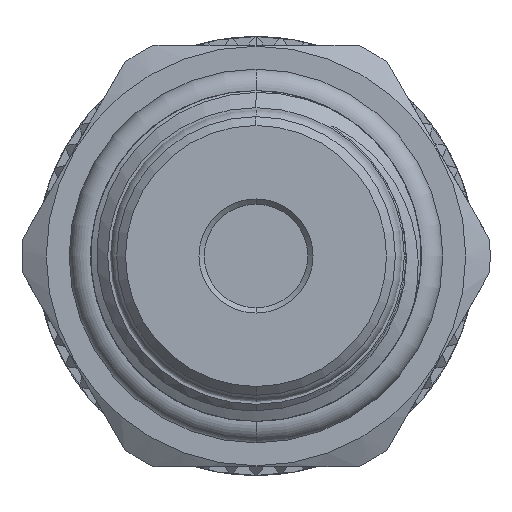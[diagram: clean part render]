
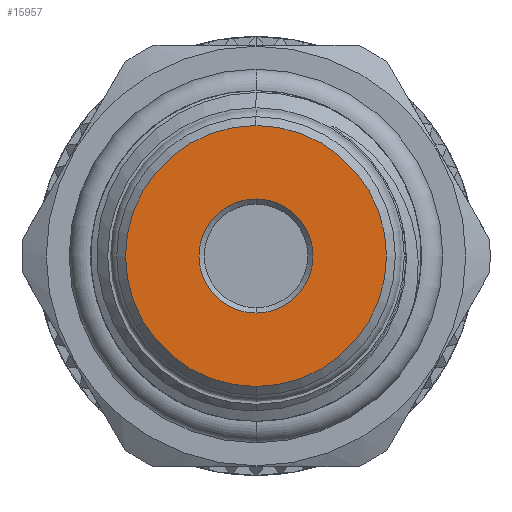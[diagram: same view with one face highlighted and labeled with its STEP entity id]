
A CAD part, left-side view. The second image highlights one B-rep face of the part: STEP entity #15957.
In plain terms, the highlighted planar face has unit normal (-1, 0, 0).
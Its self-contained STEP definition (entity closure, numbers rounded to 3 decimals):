
#88 = CARTESIAN_POINT ( 'NONE',  ( -31.15, 0., 0. ) ) ;
#1332 = ORIENTED_EDGE ( 'NONE', *, *, #34362, .T. ) ;
#2068 = CIRCLE ( 'NONE', #7036, 7.435 ) ;
#2568 = VERTEX_POINT ( 'NONE', #13950 ) ;
#2636 = AXIS2_PLACEMENT_3D ( 'NONE', #31698, #14012, #34278 ) ;
#2686 = VERTEX_POINT ( 'NONE', #17803 ) ;
#5446 = ORIENTED_EDGE ( 'NONE', *, *, #26439, .T. ) ;
#5635 = DIRECTION ( 'NONE',  ( 0., 0., -1. ) ) ;
#6390 = FACE_BOUND ( 'NONE', #34228, .T. ) ;
#6680 = DIRECTION ( 'NONE',  ( 0., 0., -1. ) ) ;
#7036 = AXIS2_PLACEMENT_3D ( 'NONE', #37771, #20223, #5635 ) ;
#10358 = ORIENTED_EDGE ( 'NONE', *, *, #18031, .T. ) ;
#13950 = CARTESIAN_POINT ( 'NONE',  ( -31.15, 0., 3.25 ) ) ;
#14012 = DIRECTION ( 'NONE',  ( 1., 0., 0. ) ) ;
#14800 = AXIS2_PLACEMENT_3D ( 'NONE', #33545, #27261, #6680 ) ;
#15485 = PLANE ( 'NONE',  #14800 ) ;
#15939 = DIRECTION ( 'NONE',  ( -1., 0., 0. ) ) ;
#15957 = ADVANCED_FACE ( 'NONE', ( #6390, #27435 ), #15485, .F. ) ;
#17284 = CIRCLE ( 'NONE', #30001, 7.435 ) ;
#17803 = CARTESIAN_POINT ( 'NONE',  ( -31.15, 0., 7.435 ) ) ;
#18028 = AXIS2_PLACEMENT_3D ( 'NONE', #88, #20835, #29403 ) ;
#18031 = EDGE_CURVE ( 'NONE', #2686, #19371, #2068, .T. ) ;
#18372 = CARTESIAN_POINT ( 'NONE',  ( -31.15, 0., -3.25 ) ) ;
#18788 = DIRECTION ( 'NONE',  ( 0., 0., -1. ) ) ;
#19371 = VERTEX_POINT ( 'NONE', #29475 ) ;
#20223 = DIRECTION ( 'NONE',  ( -1., 0., 0. ) ) ;
#20816 = EDGE_CURVE ( 'NONE', #25560, #2568, #26165, .T. ) ;
#20835 = DIRECTION ( 'NONE',  ( 1., 0., 0. ) ) ;
#25560 = VERTEX_POINT ( 'NONE', #18372 ) ;
#26165 = CIRCLE ( 'NONE', #2636, 3.25 ) ;
#26439 = EDGE_CURVE ( 'NONE', #2568, #25560, #37426, .T. ) ;
#27261 = DIRECTION ( 'NONE',  ( 1., 0., 0. ) ) ;
#27328 = CARTESIAN_POINT ( 'NONE',  ( -31.15, 0., 0. ) ) ;
#27435 = FACE_OUTER_BOUND ( 'NONE', #34531, .T. ) ;
#29403 = DIRECTION ( 'NONE',  ( 0., 0., -1. ) ) ;
#29475 = CARTESIAN_POINT ( 'NONE',  ( -31.15, 0., -7.435 ) ) ;
#30001 = AXIS2_PLACEMENT_3D ( 'NONE', #27328, #15939, #18788 ) ;
#31698 = CARTESIAN_POINT ( 'NONE',  ( -31.15, 0., 0. ) ) ;
#33545 = CARTESIAN_POINT ( 'NONE',  ( -31.15, 0., 0. ) ) ;
#34228 = EDGE_LOOP ( 'NONE', ( #5446, #35260 ) ) ;
#34278 = DIRECTION ( 'NONE',  ( 0., 0., -1. ) ) ;
#34362 = EDGE_CURVE ( 'NONE', #19371, #2686, #17284, .T. ) ;
#34531 = EDGE_LOOP ( 'NONE', ( #1332, #10358 ) ) ;
#35260 = ORIENTED_EDGE ( 'NONE', *, *, #20816, .T. ) ;
#37426 = CIRCLE ( 'NONE', #18028, 3.25 ) ;
#37771 = CARTESIAN_POINT ( 'NONE',  ( -31.15, 0., 0. ) ) ;
